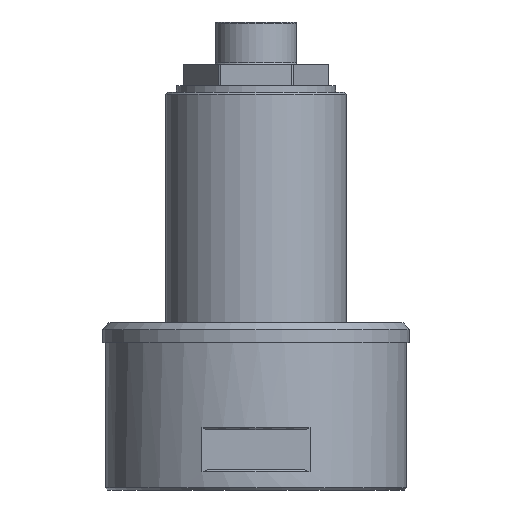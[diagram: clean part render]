
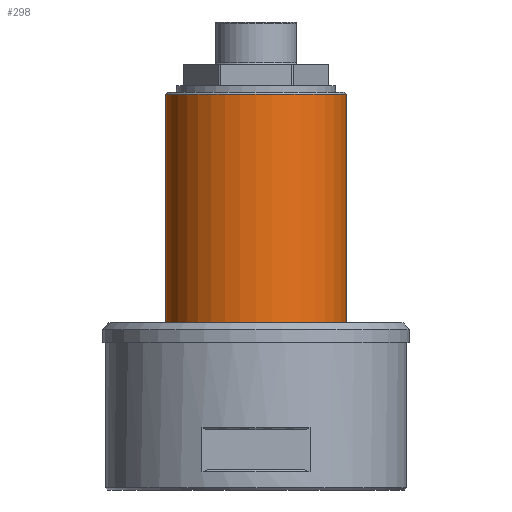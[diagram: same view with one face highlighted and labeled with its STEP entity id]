
A CAD part, front view. The second image highlights one B-rep face of the part: STEP entity #298.
In plain terms, the highlighted cylindrical face has radius 13.5 mm (diameter 27 mm), a full revolution.
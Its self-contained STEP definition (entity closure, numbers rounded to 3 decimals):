
#298=ADVANCED_FACE('',(#388,#389),#362,.T.);
#362=CYLINDRICAL_SURFACE('',#1160,13.5);
#388=FACE_BOUND('',#466,.T.);
#389=FACE_BOUND('',#467,.T.);
#466=EDGE_LOOP('',(#632));
#467=EDGE_LOOP('',(#633));
#632=ORIENTED_EDGE('',*,*,#977,.T.);
#633=ORIENTED_EDGE('',*,*,#978,.T.);
#870=VERTEX_POINT('',#1862);
#871=VERTEX_POINT('',#1864);
#977=EDGE_CURVE('',#870,#870,#1069,.T.);
#978=EDGE_CURVE('',#871,#871,#1070,.T.);
#1069=CIRCLE('',#1158,13.5);
#1070=CIRCLE('',#1159,13.5);
#1158=AXIS2_PLACEMENT_3D('',#1861,#1385,#1386);
#1159=AXIS2_PLACEMENT_3D('',#1863,#1387,#1388);
#1160=AXIS2_PLACEMENT_3D('',#1865,#1389,#1390);
#1385=DIRECTION('',(0.,0.,-1.));
#1386=DIRECTION('',(-1.,0.,0.));
#1387=DIRECTION('',(0.,0.,1.));
#1388=DIRECTION('',(1.,0.,0.));
#1389=DIRECTION('',(0.,0.,1.));
#1390=DIRECTION('',(1.,0.,0.));
#1861=CARTESIAN_POINT('',(0.,0.,59.2));
#1862=CARTESIAN_POINT('',(-13.5,0.,59.2));
#1863=CARTESIAN_POINT('',(0.,0.,15.5));
#1864=CARTESIAN_POINT('',(13.5,0.,15.5));
#1865=CARTESIAN_POINT('',(0.,0.,0.));
